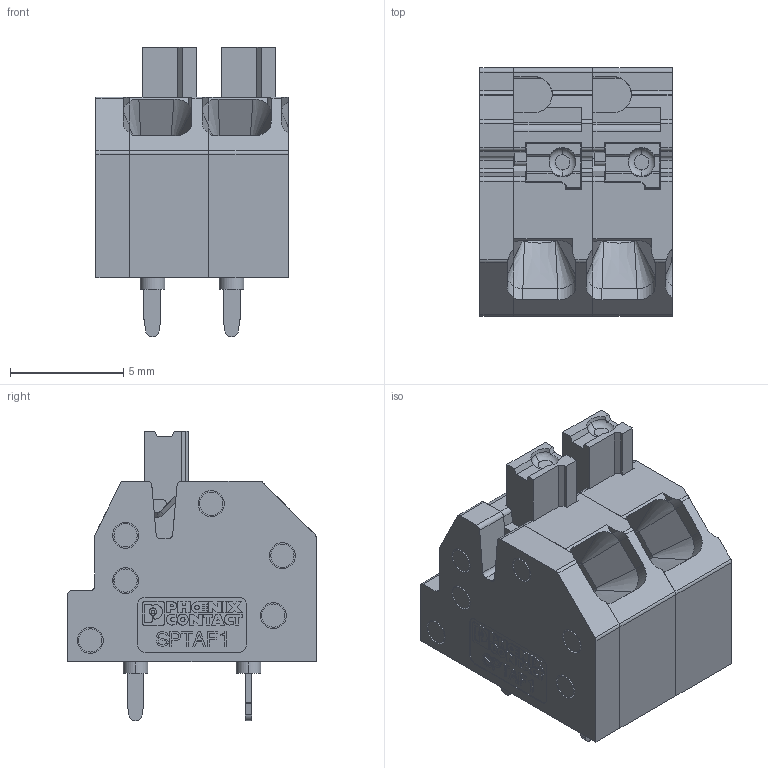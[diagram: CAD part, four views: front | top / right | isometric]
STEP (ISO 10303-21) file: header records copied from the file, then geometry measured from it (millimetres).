
FILE_DESCRIPTION(('FreeCAD Model'),'2;1');
FILE_NAME('SPTAF_1_3_5_EL_cp.step', '2020-05-15T13:50:18',('kicad StepUp'),('ksu MCAD'), 'Open CASCADE STEP processor 7.3','FreeCAD','Unknown');
FILE_SCHEMA(('AUTOMOTIVE_DESIGN { 1 0 10303 214 1 1 1 1 }'));
Length unit declared in the file: millimetre
Products named in the file (1): SPTAF_1_3_5_EL_cp
Bounding box: 8.5 x 11 x 12.8 mm (x, y, z)
Volume: 578.2 mm3; surface area: 1150.9 mm2
Topology: 7 solids, 7 shells, 866 faces, 2329 edges, 1519 vertices
Faces by surface type: plane 552, cylinder 206, extrusion 33, torus 28, sphere 17, bspline 16, cone 10, revolution 4
Entity records: 35631 total; most frequent: CARTESIAN_POINT 7741, ORIENTED_EDGE 4624, DIRECTION 4395, EDGE_CURVE 2312, VECTOR 1641, LINE 1608, VERTEX_POINT 1519, AXIS2_PLACEMENT_3D 1375
